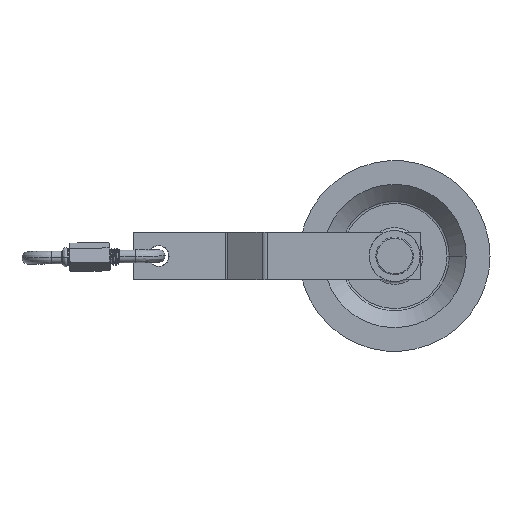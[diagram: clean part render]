
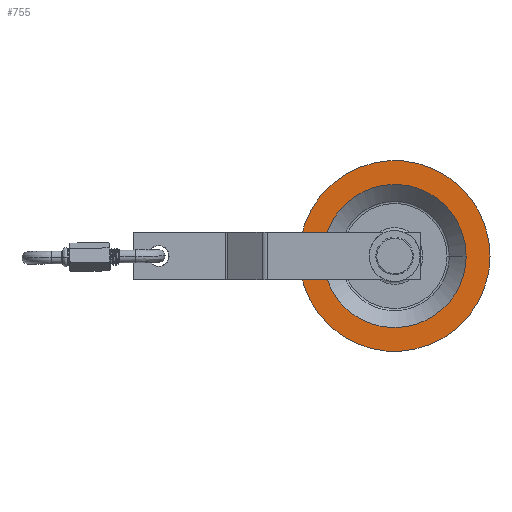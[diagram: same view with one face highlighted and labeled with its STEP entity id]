
A CAD part, left-side view. The second image highlights one B-rep face of the part: STEP entity #755.
In plain terms, the highlighted free-form (B-spline) face has degree [1, 1] with [2, 2] control points.
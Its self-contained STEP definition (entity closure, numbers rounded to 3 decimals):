
#555 = VERTEX_POINT('',#556);
#556 = CARTESIAN_POINT('',(-11.44,-32.582,0.));
#561 = EDGE_CURVE('',#562,#555,#564,.T.);
#562 = VERTEX_POINT('',#563);
#563 = CARTESIAN_POINT('',(-11.44,32.582,
    0.));
#564 = ( BOUNDED_CURVE() B_SPLINE_CURVE(2,(#565,#566,#567,#568,#569),
.UNSPECIFIED.,.F.,.F.) B_SPLINE_CURVE_WITH_KNOTS((3,2,3),(3.142,
4.712,6.283),.PIECEWISE_BEZIER_KNOTS.) CURVE() 
GEOMETRIC_REPRESENTATION_ITEM() RATIONAL_B_SPLINE_CURVE((1.,
0.707,1.,0.707,1.)) REPRESENTATION_ITEM('') );
#565 = CARTESIAN_POINT('',(-11.44,32.582,
    0.));
#566 = CARTESIAN_POINT('',(-11.44,32.582,-32.582
    ));
#567 = CARTESIAN_POINT('',(-11.44,0.,
    -32.582));
#568 = CARTESIAN_POINT('',(-11.44,-32.582,
    -32.582));
#569 = CARTESIAN_POINT('',(-11.44,-32.582,
    0.));
#604 = VERTEX_POINT('',#605);
#605 = CARTESIAN_POINT('',(-11.44,43.442,
    0.));
#610 = EDGE_CURVE('',#611,#604,#613,.T.);
#611 = VERTEX_POINT('',#612);
#612 = CARTESIAN_POINT('',(-11.44,-43.442,0.));
#613 = ( BOUNDED_CURVE() B_SPLINE_CURVE(2,(#614,#615,#616,#617,#618),
.UNSPECIFIED.,.F.,.F.) B_SPLINE_CURVE_WITH_KNOTS((3,2,3),(0.,
1.571,3.142),.PIECEWISE_BEZIER_KNOTS.) CURVE() 
GEOMETRIC_REPRESENTATION_ITEM() RATIONAL_B_SPLINE_CURVE((1.,
0.707,1.,0.707,1.)) REPRESENTATION_ITEM('') );
#614 = CARTESIAN_POINT('',(-11.44,-43.442,0.));
#615 = CARTESIAN_POINT('',(-11.44,-43.442,
    43.442));
#616 = CARTESIAN_POINT('',(-11.44,0.,
    43.442));
#617 = CARTESIAN_POINT('',(-11.44,43.442,
    43.442));
#618 = CARTESIAN_POINT('',(-11.44,43.442,
    0.));
#737 = EDGE_CURVE('',#604,#611,#738,.T.);
#738 = ( BOUNDED_CURVE() B_SPLINE_CURVE(2,(#739,#740,#741,#742,#743),
.UNSPECIFIED.,.F.,.F.) B_SPLINE_CURVE_WITH_KNOTS((3,2,3),(3.142,
4.712,6.283),.PIECEWISE_BEZIER_KNOTS.) CURVE() 
GEOMETRIC_REPRESENTATION_ITEM() RATIONAL_B_SPLINE_CURVE((1.,
0.707,1.,0.707,1.)) REPRESENTATION_ITEM('') );
#739 = CARTESIAN_POINT('',(-11.44,43.442,
    0.));
#740 = CARTESIAN_POINT('',(-11.44,43.442,
    -43.442));
#741 = CARTESIAN_POINT('',(-11.44,0.,
    -43.442));
#742 = CARTESIAN_POINT('',(-11.44,-43.442,
    -43.442));
#743 = CARTESIAN_POINT('',(-11.44,-43.442,
    0.));
#755 = ADVANCED_FACE('',(#756,#767),#771,.F.);
#756 = FACE_BOUND('',#757,.T.);
#757 = EDGE_LOOP('',(#758,#766));
#758 = ORIENTED_EDGE('',*,*,#759,.F.);
#759 = EDGE_CURVE('',#555,#562,#760,.T.);
#760 = ( BOUNDED_CURVE() B_SPLINE_CURVE(2,(#761,#762,#763,#764,#765),
.UNSPECIFIED.,.F.,.F.) B_SPLINE_CURVE_WITH_KNOTS((3,2,3),(0.,
1.571,3.142),.PIECEWISE_BEZIER_KNOTS.) CURVE() 
GEOMETRIC_REPRESENTATION_ITEM() RATIONAL_B_SPLINE_CURVE((1.,
0.707,1.,0.707,1.)) REPRESENTATION_ITEM('') );
#761 = CARTESIAN_POINT('',(-11.44,-32.582,0.));
#762 = CARTESIAN_POINT('',(-11.44,-32.582,32.582
    ));
#763 = CARTESIAN_POINT('',(-11.44,0.,
    32.582));
#764 = CARTESIAN_POINT('',(-11.44,32.582,32.582)
  );
#765 = CARTESIAN_POINT('',(-11.44,32.582,
    0.));
#766 = ORIENTED_EDGE('',*,*,#561,.F.);
#767 = FACE_BOUND('',#768,.T.);
#768 = EDGE_LOOP('',(#769,#770));
#769 = ORIENTED_EDGE('',*,*,#610,.T.);
#770 = ORIENTED_EDGE('',*,*,#737,.T.);
#771 = B_SPLINE_SURFACE_WITH_KNOTS('',1,1,(
    (#772,#773)
    ,(#774,#775
    )),.UNSPECIFIED.,.F.,.F.,.F.,(2,2),(2,2),(-52.5,7.5),(-30.,30.),
  .PIECEWISE_BEZIER_KNOTS.);
#772 = CARTESIAN_POINT('',(-11.44,-43.442,
    -43.442));
#773 = CARTESIAN_POINT('',(-11.44,-43.442,
    43.442));
#774 = CARTESIAN_POINT('',(-11.44,43.442,
    -43.442));
#775 = CARTESIAN_POINT('',(-11.44,43.442,
    43.442));
